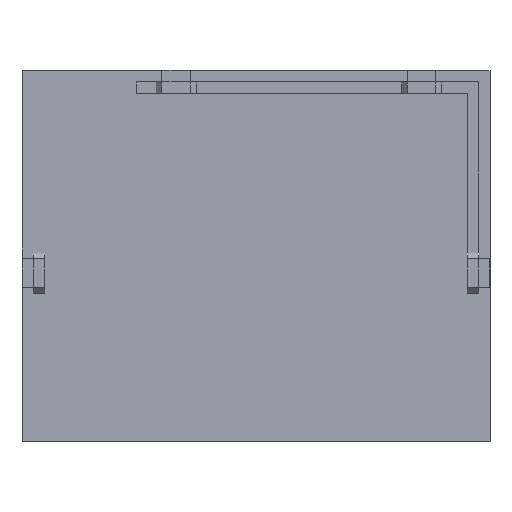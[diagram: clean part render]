
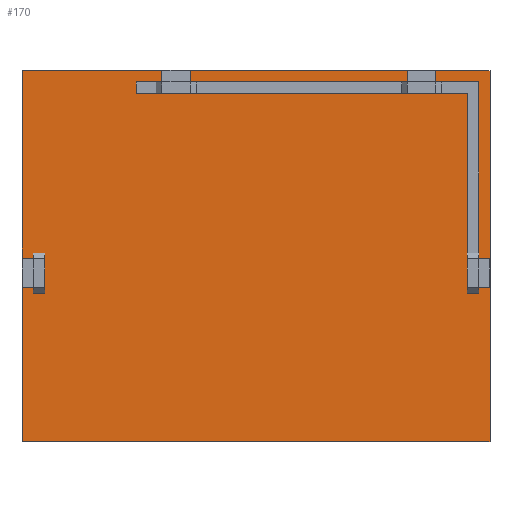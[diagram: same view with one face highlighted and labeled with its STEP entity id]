
A CAD part, top view. The second image highlights one B-rep face of the part: STEP entity #170.
In plain terms, the highlighted planar face has unit normal (0, 0, 1).
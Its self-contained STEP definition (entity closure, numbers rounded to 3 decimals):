
#58 = VERTEX_POINT('',#59);
#59 = CARTESIAN_POINT('',(-41.,32.5,2.));
#65 = EDGE_CURVE('',#58,#66,#68,.T.);
#66 = VERTEX_POINT('',#67);
#67 = CARTESIAN_POINT('',(-41.,-32.5,2.));
#68 = LINE('',#69,#70);
#69 = CARTESIAN_POINT('',(-41.,32.5,2.));
#70 = VECTOR('',#71,1.);
#71 = DIRECTION('',(0.,-1.,0.));
#98 = VERTEX_POINT('',#99);
#99 = CARTESIAN_POINT('',(41.,32.5,2.));
#105 = EDGE_CURVE('',#98,#58,#106,.T.);
#106 = LINE('',#107,#108);
#107 = CARTESIAN_POINT('',(41.,32.5,2.));
#108 = VECTOR('',#109,1.);
#109 = DIRECTION('',(-1.,0.,0.));
#127 = EDGE_CURVE('',#66,#128,#130,.T.);
#128 = VERTEX_POINT('',#129);
#129 = CARTESIAN_POINT('',(41.,-32.5,2.));
#130 = LINE('',#131,#132);
#131 = CARTESIAN_POINT('',(-41.,-32.5,2.));
#132 = VECTOR('',#133,1.);
#133 = DIRECTION('',(1.,0.,0.));
#170 = ADVANCED_FACE('',(#171,#182,#216),#266,.T.);
#171 = FACE_BOUND('',#172,.T.);
#172 = EDGE_LOOP('',(#173,#174,#175,#181));
#173 = ORIENTED_EDGE('',*,*,#65,.T.);
#174 = ORIENTED_EDGE('',*,*,#127,.T.);
#175 = ORIENTED_EDGE('',*,*,#176,.T.);
#176 = EDGE_CURVE('',#128,#98,#177,.T.);
#177 = LINE('',#178,#179);
#178 = CARTESIAN_POINT('',(41.,-32.5,2.));
#179 = VECTOR('',#180,1.);
#180 = DIRECTION('',(0.,1.,0.));
#181 = ORIENTED_EDGE('',*,*,#105,.T.);
#182 = FACE_BOUND('',#183,.T.);
#183 = EDGE_LOOP('',(#184,#194,#202,#210));
#184 = ORIENTED_EDGE('',*,*,#185,.T.);
#185 = EDGE_CURVE('',#186,#188,#190,.T.);
#186 = VERTEX_POINT('',#187);
#187 = CARTESIAN_POINT('',(-37.,-6.5,2.));
#188 = VERTEX_POINT('',#189);
#189 = CARTESIAN_POINT('',(-39.,-6.5,2.));
#190 = LINE('',#191,#192);
#191 = CARTESIAN_POINT('',(-37.,-6.5,2.));
#192 = VECTOR('',#193,1.);
#193 = DIRECTION('',(-1.,0.,0.));
#194 = ORIENTED_EDGE('',*,*,#195,.T.);
#195 = EDGE_CURVE('',#188,#196,#198,.T.);
#196 = VERTEX_POINT('',#197);
#197 = CARTESIAN_POINT('',(-39.,0.5,2.));
#198 = LINE('',#199,#200);
#199 = CARTESIAN_POINT('',(-39.,-6.5,2.));
#200 = VECTOR('',#201,1.);
#201 = DIRECTION('',(0.,1.,0.));
#202 = ORIENTED_EDGE('',*,*,#203,.T.);
#203 = EDGE_CURVE('',#196,#204,#206,.T.);
#204 = VERTEX_POINT('',#205);
#205 = CARTESIAN_POINT('',(-37.,0.5,2.));
#206 = LINE('',#207,#208);
#207 = CARTESIAN_POINT('',(-39.,0.5,2.));
#208 = VECTOR('',#209,1.);
#209 = DIRECTION('',(1.,0.,0.));
#210 = ORIENTED_EDGE('',*,*,#211,.T.);
#211 = EDGE_CURVE('',#204,#186,#212,.T.);
#212 = LINE('',#213,#214);
#213 = CARTESIAN_POINT('',(-37.,0.5,2.));
#214 = VECTOR('',#215,1.);
#215 = DIRECTION('',(0.,-1.,0.));
#216 = FACE_BOUND('',#217,.T.);
#217 = EDGE_LOOP('',(#218,#228,#236,#244,#252,#260));
#218 = ORIENTED_EDGE('',*,*,#219,.F.);
#219 = EDGE_CURVE('',#220,#222,#224,.T.);
#220 = VERTEX_POINT('',#221);
#221 = CARTESIAN_POINT('',(-21.,30.5,2.));
#222 = VERTEX_POINT('',#223);
#223 = CARTESIAN_POINT('',(-21.,28.5,2.));
#224 = LINE('',#225,#226);
#225 = CARTESIAN_POINT('',(-21.,30.5,2.));
#226 = VECTOR('',#227,1.);
#227 = DIRECTION('',(0.,-1.,0.));
#228 = ORIENTED_EDGE('',*,*,#229,.T.);
#229 = EDGE_CURVE('',#220,#230,#232,.T.);
#230 = VERTEX_POINT('',#231);
#231 = CARTESIAN_POINT('',(39.,30.5,2.));
#232 = LINE('',#233,#234);
#233 = CARTESIAN_POINT('',(-21.,30.5,2.));
#234 = VECTOR('',#235,1.);
#235 = DIRECTION('',(1.,0.,0.));
#236 = ORIENTED_EDGE('',*,*,#237,.T.);
#237 = EDGE_CURVE('',#230,#238,#240,.T.);
#238 = VERTEX_POINT('',#239);
#239 = CARTESIAN_POINT('',(39.,-6.5,2.));
#240 = LINE('',#241,#242);
#241 = CARTESIAN_POINT('',(39.,30.5,2.));
#242 = VECTOR('',#243,1.);
#243 = DIRECTION('',(0.,-1.,0.));
#244 = ORIENTED_EDGE('',*,*,#245,.T.);
#245 = EDGE_CURVE('',#238,#246,#248,.T.);
#246 = VERTEX_POINT('',#247);
#247 = CARTESIAN_POINT('',(37.,-6.5,2.));
#248 = LINE('',#249,#250);
#249 = CARTESIAN_POINT('',(39.,-6.5,2.));
#250 = VECTOR('',#251,1.);
#251 = DIRECTION('',(-1.,0.,0.));
#252 = ORIENTED_EDGE('',*,*,#253,.T.);
#253 = EDGE_CURVE('',#246,#254,#256,.T.);
#254 = VERTEX_POINT('',#255);
#255 = CARTESIAN_POINT('',(37.,28.5,2.));
#256 = LINE('',#257,#258);
#257 = CARTESIAN_POINT('',(37.,-6.5,2.));
#258 = VECTOR('',#259,1.);
#259 = DIRECTION('',(0.,1.,0.));
#260 = ORIENTED_EDGE('',*,*,#261,.T.);
#261 = EDGE_CURVE('',#254,#222,#262,.T.);
#262 = LINE('',#263,#264);
#263 = CARTESIAN_POINT('',(37.,28.5,2.));
#264 = VECTOR('',#265,1.);
#265 = DIRECTION('',(-1.,0.,0.));
#266 = PLANE('',#267);
#267 = AXIS2_PLACEMENT_3D('',#268,#269,#270);
#268 = CARTESIAN_POINT('',(0.,0.,2.));
#269 = DIRECTION('',(0.,0.,1.));
#270 = DIRECTION('',(1.,0.,0.));
